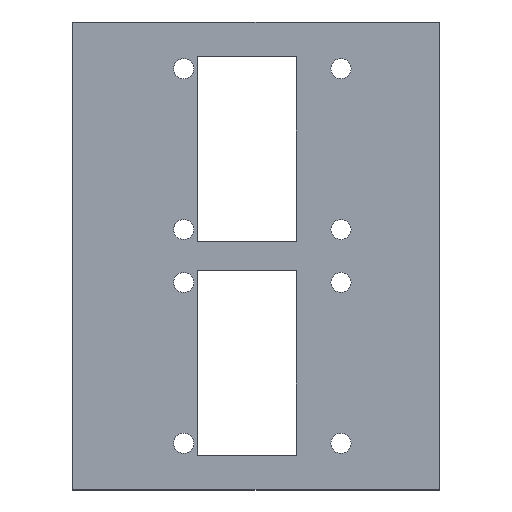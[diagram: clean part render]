
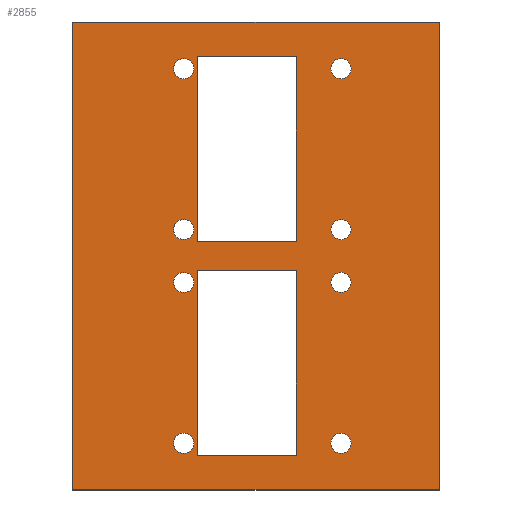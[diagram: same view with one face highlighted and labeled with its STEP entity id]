
A CAD part, top view. The second image highlights one B-rep face of the part: STEP entity #2855.
In plain terms, the highlighted planar face has unit normal (0, 0, 1).
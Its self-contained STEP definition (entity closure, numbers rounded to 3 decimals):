
#26=FACE_BOUND('',#335,.T.);
#27=FACE_BOUND('',#336,.T.);
#28=FACE_BOUND('',#337,.T.);
#29=FACE_BOUND('',#338,.T.);
#30=FACE_BOUND('',#339,.T.);
#31=FACE_BOUND('',#340,.T.);
#32=FACE_BOUND('',#341,.T.);
#33=FACE_BOUND('',#342,.T.);
#34=FACE_BOUND('',#343,.T.);
#35=FACE_BOUND('',#344,.T.);
#37=CIRCLE('',#3022,1.5);
#39=CIRCLE('',#3025,1.5);
#41=CIRCLE('',#3030,1.5);
#43=CIRCLE('',#3033,1.5);
#45=CIRCLE('',#3036,1.5);
#47=CIRCLE('',#3039,1.5);
#49=CIRCLE('',#3042,1.5);
#51=CIRCLE('',#3045,1.5);
#153=FACE_OUTER_BOUND('',#334,.T.);
#334=EDGE_LOOP('',(#2132,#2133,#2134,#2135));
#335=EDGE_LOOP('',(#2136,#2137,#2138,#2139));
#336=EDGE_LOOP('',(#2140));
#337=EDGE_LOOP('',(#2141));
#338=EDGE_LOOP('',(#2142));
#339=EDGE_LOOP('',(#2143));
#340=EDGE_LOOP('',(#2144));
#341=EDGE_LOOP('',(#2145));
#342=EDGE_LOOP('',(#2146,#2147,#2148,#2149));
#343=EDGE_LOOP('',(#2150));
#344=EDGE_LOOP('',(#2151));
#534=LINE('',#4086,#909);
#538=LINE('',#4095,#913);
#544=LINE('',#4106,#919);
#545=LINE('',#4110,#920);
#551=LINE('',#4121,#926);
#558=LINE('',#4145,#933);
#561=LINE('',#4150,#936);
#569=LINE('',#4190,#944);
#572=LINE('',#4195,#947);
#595=LINE('',#4238,#970);
#599=LINE('',#4245,#974);
#602=LINE('',#4250,#977);
#909=VECTOR('',#3315,10.);
#913=VECTOR('',#3321,10.);
#919=VECTOR('',#3329,10.);
#920=VECTOR('',#3332,10.);
#926=VECTOR('',#3340,10.);
#933=VECTOR('',#3363,10.);
#936=VECTOR('',#3368,10.);
#944=VECTOR('',#3414,10.);
#947=VECTOR('',#3419,10.);
#970=VECTOR('',#3456,10.);
#974=VECTOR('',#3462,10.);
#977=VECTOR('',#3469,10.);
#1261=VERTEX_POINT('',#4084);
#1262=VERTEX_POINT('',#4085);
#1265=VERTEX_POINT('',#4093);
#1266=VERTEX_POINT('',#4094);
#1270=VERTEX_POINT('',#4104);
#1271=VERTEX_POINT('',#4108);
#1272=VERTEX_POINT('',#4109);
#1276=VERTEX_POINT('',#4119);
#1282=VERTEX_POINT('',#4134);
#1284=VERTEX_POINT('',#4140);
#1285=VERTEX_POINT('',#4144);
#1288=VERTEX_POINT('',#4155);
#1290=VERTEX_POINT('',#4161);
#1292=VERTEX_POINT('',#4167);
#1294=VERTEX_POINT('',#4173);
#1296=VERTEX_POINT('',#4179);
#1298=VERTEX_POINT('',#4185);
#1299=VERTEX_POINT('',#4189);
#1312=VERTEX_POINT('',#4236);
#1313=VERTEX_POINT('',#4237);
#1544=EDGE_CURVE('',#1261,#1262,#534,.T.);
#1548=EDGE_CURVE('',#1265,#1266,#538,.T.);
#1554=EDGE_CURVE('',#1265,#1270,#544,.T.);
#1555=EDGE_CURVE('',#1271,#1272,#545,.T.);
#1561=EDGE_CURVE('',#1271,#1276,#551,.T.);
#1568=EDGE_CURVE('',#1282,#1282,#37,.T.);
#1571=EDGE_CURVE('',#1284,#1284,#39,.T.);
#1572=EDGE_CURVE('',#1270,#1285,#558,.T.);
#1575=EDGE_CURVE('',#1285,#1266,#561,.T.);
#1579=EDGE_CURVE('',#1288,#1288,#41,.T.);
#1582=EDGE_CURVE('',#1290,#1290,#43,.T.);
#1585=EDGE_CURVE('',#1292,#1292,#45,.T.);
#1588=EDGE_CURVE('',#1294,#1294,#47,.T.);
#1591=EDGE_CURVE('',#1296,#1296,#49,.T.);
#1594=EDGE_CURVE('',#1298,#1298,#51,.T.);
#1595=EDGE_CURVE('',#1299,#1272,#569,.T.);
#1598=EDGE_CURVE('',#1276,#1299,#572,.T.);
#1621=EDGE_CURVE('',#1312,#1313,#595,.T.);
#1625=EDGE_CURVE('',#1261,#1313,#599,.T.);
#1628=EDGE_CURVE('',#1312,#1262,#602,.T.);
#2132=ORIENTED_EDGE('',*,*,#1625,.F.);
#2133=ORIENTED_EDGE('',*,*,#1544,.T.);
#2134=ORIENTED_EDGE('',*,*,#1628,.F.);
#2135=ORIENTED_EDGE('',*,*,#1621,.T.);
#2136=ORIENTED_EDGE('',*,*,#1598,.T.);
#2137=ORIENTED_EDGE('',*,*,#1595,.T.);
#2138=ORIENTED_EDGE('',*,*,#1555,.F.);
#2139=ORIENTED_EDGE('',*,*,#1561,.T.);
#2140=ORIENTED_EDGE('',*,*,#1594,.T.);
#2141=ORIENTED_EDGE('',*,*,#1591,.T.);
#2142=ORIENTED_EDGE('',*,*,#1588,.T.);
#2143=ORIENTED_EDGE('',*,*,#1585,.T.);
#2144=ORIENTED_EDGE('',*,*,#1582,.T.);
#2145=ORIENTED_EDGE('',*,*,#1579,.T.);
#2146=ORIENTED_EDGE('',*,*,#1554,.T.);
#2147=ORIENTED_EDGE('',*,*,#1572,.T.);
#2148=ORIENTED_EDGE('',*,*,#1575,.T.);
#2149=ORIENTED_EDGE('',*,*,#1548,.F.);
#2150=ORIENTED_EDGE('',*,*,#1571,.T.);
#2151=ORIENTED_EDGE('',*,*,#1568,.T.);
#2687=PLANE('',#3057);
#2855=ADVANCED_FACE('',(#153,#26,#27,#28,#29,#30,#31,#32,#33,#34,#35),#2687,
 .T.);
#3022=AXIS2_PLACEMENT_3D('',#4136,#3352,#3353);
#3025=AXIS2_PLACEMENT_3D('',#4142,#3359,#3360);
#3030=AXIS2_PLACEMENT_3D('',#4157,#3375,#3376);
#3033=AXIS2_PLACEMENT_3D('',#4163,#3382,#3383);
#3036=AXIS2_PLACEMENT_3D('',#4169,#3389,#3390);
#3039=AXIS2_PLACEMENT_3D('',#4175,#3396,#3397);
#3042=AXIS2_PLACEMENT_3D('',#4181,#3403,#3404);
#3045=AXIS2_PLACEMENT_3D('',#4187,#3410,#3411);
#3057=AXIS2_PLACEMENT_3D('',#4249,#3467,#3468);
#3315=DIRECTION('',(0.,-1.,0.));
#3321=DIRECTION('',(0.,1.,0.));
#3329=DIRECTION('',(-1.,0.,0.));
#3332=DIRECTION('',(0.,1.,0.));
#3340=DIRECTION('',(-1.,0.,0.));
#3352=DIRECTION('center_axis',(0.,0.,-1.));
#3353=DIRECTION('ref_axis',(-1.,0.,0.));
#3359=DIRECTION('center_axis',(0.,0.,-1.));
#3360=DIRECTION('ref_axis',(-1.,0.,0.));
#3363=DIRECTION('',(0.,1.,0.));
#3368=DIRECTION('',(1.,0.,0.));
#3375=DIRECTION('center_axis',(0.,0.,-1.));
#3376=DIRECTION('ref_axis',(-1.,0.,0.));
#3382=DIRECTION('center_axis',(0.,0.,-1.));
#3383=DIRECTION('ref_axis',(-1.,0.,0.));
#3389=DIRECTION('center_axis',(0.,0.,-1.));
#3390=DIRECTION('ref_axis',(-1.,0.,0.));
#3396=DIRECTION('center_axis',(0.,0.,-1.));
#3397=DIRECTION('ref_axis',(-1.,0.,0.));
#3403=DIRECTION('center_axis',(0.,0.,-1.));
#3404=DIRECTION('ref_axis',(-1.,0.,0.));
#3410=DIRECTION('center_axis',(0.,0.,-1.));
#3411=DIRECTION('ref_axis',(-1.,0.,0.));
#3414=DIRECTION('',(1.,0.,0.));
#3419=DIRECTION('',(0.,1.,0.));
#3456=DIRECTION('',(0.,1.,0.));
#3462=DIRECTION('',(1.,0.,0.));
#3467=DIRECTION('center_axis',(0.,0.,1.));
#3468=DIRECTION('ref_axis',(-1.,0.,0.));
#3469=DIRECTION('',(-1.,0.,0.));
#4084=CARTESIAN_POINT('',(3.751,83.68,35.718));
#4085=CARTESIAN_POINT('',(3.751,13.78,35.718));
#4086=CARTESIAN_POINT('',(3.751,14.779,35.718));
#4093=CARTESIAN_POINT('',(37.179,50.897,35.718));
#4094=CARTESIAN_POINT('',(37.179,78.497,35.718));
#4095=CARTESIAN_POINT('',(37.179,78.497,35.718));
#4104=CARTESIAN_POINT('',(22.379,50.897,35.718));
#4106=CARTESIAN_POINT('',(39.179,50.897,35.718));
#4108=CARTESIAN_POINT('',(37.179,18.952,35.718));
#4109=CARTESIAN_POINT('',(37.179,46.552,35.718));
#4110=CARTESIAN_POINT('',(37.179,18.952,35.718));
#4119=CARTESIAN_POINT('',(22.379,18.952,35.718));
#4121=CARTESIAN_POINT('',(22.379,18.952,35.718));
#4134=CARTESIAN_POINT('',(45.356,76.713,35.718));
#4136=CARTESIAN_POINT('Origin',(43.856,76.713,35.718));
#4140=CARTESIAN_POINT('',(45.356,44.769,35.718));
#4142=CARTESIAN_POINT('Origin',(43.856,44.769,35.718));
#4144=CARTESIAN_POINT('',(22.379,78.497,35.718));
#4145=CARTESIAN_POINT('',(22.379,50.897,35.718));
#4150=CARTESIAN_POINT('',(22.379,78.497,35.718));
#4155=CARTESIAN_POINT('',(45.356,20.736,35.718));
#4157=CARTESIAN_POINT('Origin',(43.856,20.736,35.718));
#4161=CARTESIAN_POINT('',(21.856,52.68,35.718));
#4163=CARTESIAN_POINT('Origin',(20.356,52.68,35.718));
#4167=CARTESIAN_POINT('',(21.856,44.769,35.718));
#4169=CARTESIAN_POINT('Origin',(20.356,44.769,35.718));
#4173=CARTESIAN_POINT('',(21.856,76.713,35.718));
#4175=CARTESIAN_POINT('Origin',(20.356,76.713,35.718));
#4179=CARTESIAN_POINT('',(45.356,52.68,35.718));
#4181=CARTESIAN_POINT('Origin',(43.856,52.68,35.718));
#4185=CARTESIAN_POINT('',(21.856,20.736,35.718));
#4187=CARTESIAN_POINT('Origin',(20.356,20.736,35.718));
#4189=CARTESIAN_POINT('',(22.379,46.552,35.718));
#4190=CARTESIAN_POINT('',(39.179,46.552,35.718));
#4195=CARTESIAN_POINT('',(22.379,46.552,35.718));
#4236=CARTESIAN_POINT('',(58.574,13.78,35.718));
#4237=CARTESIAN_POINT('',(58.574,83.68,35.718));
#4238=CARTESIAN_POINT('',(58.574,82.7,35.718));
#4245=CARTESIAN_POINT('',(5.234,83.68,35.718));
#4249=CARTESIAN_POINT('Origin',(56.573,14.779,35.718));
#4250=CARTESIAN_POINT('',(56.573,13.78,35.718));
